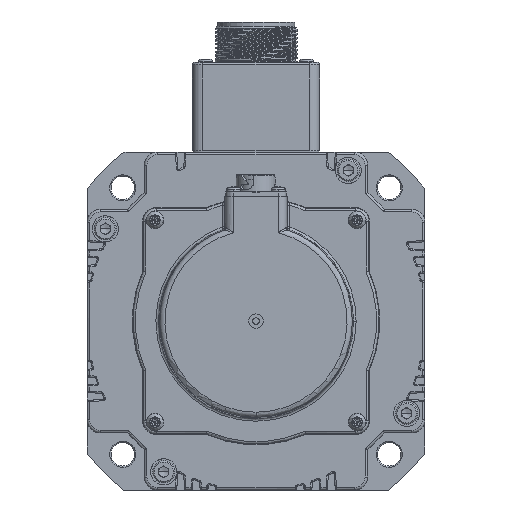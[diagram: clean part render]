
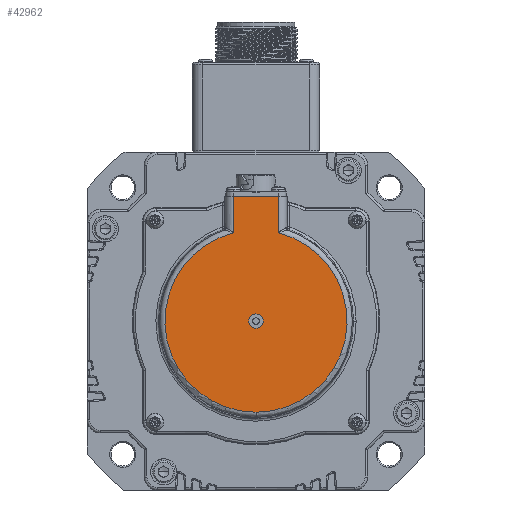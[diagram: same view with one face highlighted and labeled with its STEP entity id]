
A CAD part, front view. The second image highlights one B-rep face of the part: STEP entity #42962.
In plain terms, the highlighted planar face has unit normal (0, -1, 0).
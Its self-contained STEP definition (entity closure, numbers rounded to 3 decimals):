
#41095=CARTESIAN_POINT('',(-8.617,-39.5,-31.02));
#41096=VERTEX_POINT('',#41095);
#41202=CARTESIAN_POINT('',(8.617,-39.5,-31.02));
#41203=VERTEX_POINT('',#41202);
#41226=CARTESIAN_POINT('',(0.,-39.5,-100.056));
#41227=VERTEX_POINT('',#41226);
#41228=CARTESIAN_POINT('',(0.,-39.5,-65.));
#41229=DIRECTION('',(0.246,0.,0.969));
#41230=DIRECTION('',(0.,1.,0.));
#41231=AXIS2_PLACEMENT_3D('',#41228,#41230,#41229);
#41232=CIRCLE('',#41231,35.056);
#41233=EDGE_CURVE('',#41203,#41227,#41232,.T.);
#41276=CARTESIAN_POINT('',(0.,-39.5,-65.));
#41277=DIRECTION('',(0.,0.,-1.));
#41278=DIRECTION('',(0.,1.,0.));
#41279=AXIS2_PLACEMENT_3D('',#41276,#41278,#41277);
#41280=CIRCLE('',#41279,35.056);
#41281=EDGE_CURVE('',#41227,#41096,#41280,.T.);
#41293=CARTESIAN_POINT('',(0.,-39.5,-62.25));
#41294=VERTEX_POINT('',#41293);
#41301=CARTESIAN_POINT('',(0.,-39.5,-65.));
#41302=DIRECTION('',(0.,-0.,1.));
#41303=DIRECTION('',(-0.,-1.,0.));
#41304=AXIS2_PLACEMENT_3D('',#41301,#41303,#41302);
#41305=CIRCLE('',#41304,2.75);
#41306=EDGE_CURVE('',#41294,#41294,#41305,.T.);
#42909=CARTESIAN_POINT('',(-8.617,-39.5,-17.));
#42910=VERTEX_POINT('',#42909);
#42911=CARTESIAN_POINT('',(-8.617,-39.5,-31.02));
#42912=DIRECTION('',(0.,0.,1.));
#42913=VECTOR('',#42912,14.02);
#42914=LINE('',#42911,#42913);
#42915=EDGE_CURVE('',#41096,#42910,#42914,.T.);
#42935=CARTESIAN_POINT('',(0.,-39.5,-65.));
#42936=DIRECTION('',(0.,0.,-1.));
#42937=DIRECTION('',(0.,-1.,0.));
#42938=AXIS2_PLACEMENT_3D('',#42935,#42937,#42936);
#42939=PLANE('',#42938);
#42940=ORIENTED_EDGE('',*,*,#41281,.F.);
#42941=ORIENTED_EDGE('',*,*,#41233,.F.);
#42942=CARTESIAN_POINT('',(8.617,-39.5,-17.));
#42943=VERTEX_POINT('',#42942);
#42944=CARTESIAN_POINT('',(8.617,-39.5,-31.02));
#42945=DIRECTION('',(0.,0.,1.));
#42946=VECTOR('',#42945,14.02);
#42947=LINE('',#42944,#42946);
#42948=EDGE_CURVE('',#41203,#42943,#42947,.T.);
#42949=ORIENTED_EDGE('',*,*,#42948,.T.);
#42950=CARTESIAN_POINT('',(8.617,-39.5,-17.));
#42951=DIRECTION('',(-1.,0.,0.));
#42952=VECTOR('',#42951,17.234);
#42953=LINE('',#42950,#42952);
#42954=EDGE_CURVE('',#42943,#42910,#42953,.T.);
#42955=ORIENTED_EDGE('',*,*,#42954,.T.);
#42956=ORIENTED_EDGE('',*,*,#42915,.F.);
#42957=EDGE_LOOP('',(#42940,#42941,#42949,#42955,#42956));
#42958=FACE_OUTER_BOUND('',#42957,.T.);
#42959=ORIENTED_EDGE('',*,*,#41306,.F.);
#42960=EDGE_LOOP('',(#42959));
#42961=FACE_BOUND('',#42960,.T.);
#42962=ADVANCED_FACE('',(#42958,#42961),#42939,.T.);
